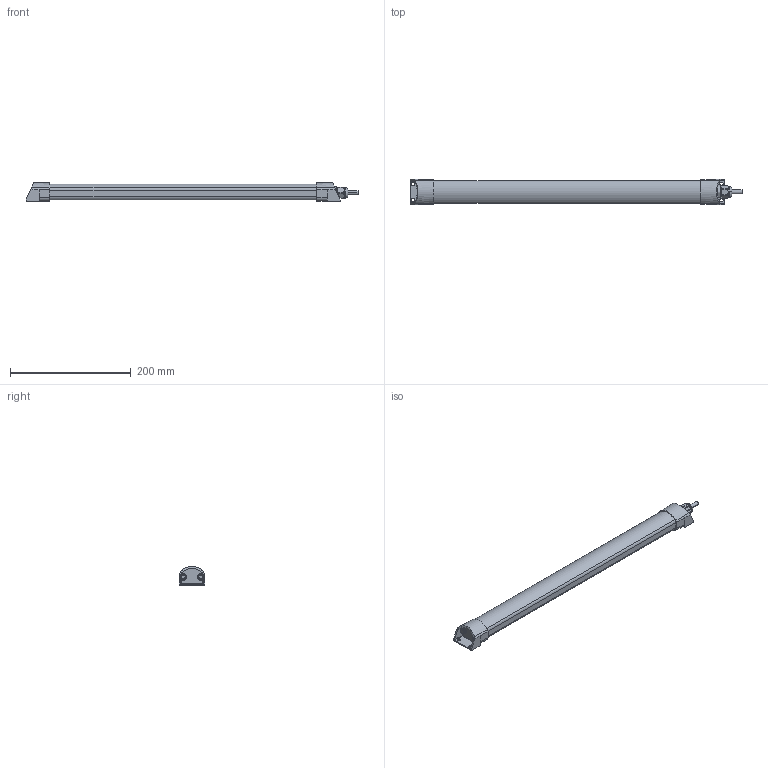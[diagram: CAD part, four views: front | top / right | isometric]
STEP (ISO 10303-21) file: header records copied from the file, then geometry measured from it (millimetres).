
FILE_DESCRIPTION((''),'2;1');
FILE_NAME('NLT2-20-AC.stp','2023-11-28T13:24:03',(''),(''),'Mechanical Desktop 2011','Mechanical Desktop 2011',', , ');
FILE_SCHEMA(('CONFIG_CONTROL_DESIGN'));
Length unit declared in the file: millimetre
Products named in the file (1): Product
Bounding box: 549 x 42 x 31.2 mm (x, y, z)
Volume: 438984.8 mm3; surface area: 73986.2 mm2
Topology: 11 solids, 11 shells, 369 faces, 874 edges, 538 vertices
Faces by surface type: bspline 123, cylinder 108, plane 88, cone 34, torus 16
Full cylindrical faces by diameter (mm): 13.659 x5, 15.907 x4
Entity records: 14995 total; most frequent: CARTESIAN_POINT 6783, ORIENTED_EDGE 1736, DIRECTION 1641, EDGE_CURVE 868, AXIS2_PLACEMENT_3D 647, VERTEX_POINT 538, EDGE_LOOP 400, FACE_OUTER_BOUND 369
